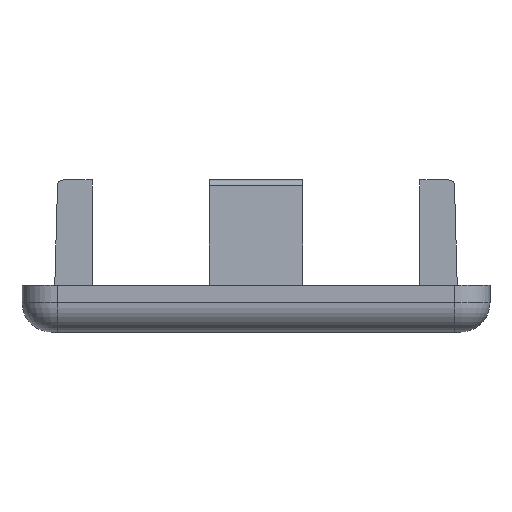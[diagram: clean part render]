
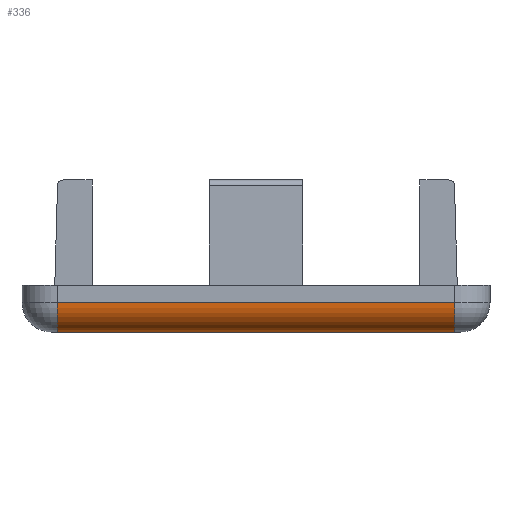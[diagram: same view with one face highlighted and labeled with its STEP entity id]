
A CAD part, left-side view. The second image highlights one B-rep face of the part: STEP entity #336.
In plain terms, the highlighted cylindrical face has radius 2.5 mm (diameter 5 mm), a partial arc.
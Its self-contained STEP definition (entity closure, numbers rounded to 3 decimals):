
#336=ADVANCED_FACE('NONE',(#714),#715,.T.);
#714=FACE_OUTER_BOUND('',#1114,.T.);
#715=CYLINDRICAL_SURFACE('',#1115,2.5);
#1114=EDGE_LOOP('',(#2106,#2107,#2108,#2109));
#1115=AXIS2_PLACEMENT_3D('',#2110,#2111,#2112);
#2106=ORIENTED_EDGE('',*,*,#2764,.F.);
#2107=ORIENTED_EDGE('',*,*,#2535,.F.);
#2108=ORIENTED_EDGE('',*,*,#2765,.F.);
#2109=ORIENTED_EDGE('',*,*,#2521,.F.);
#2110=CARTESIAN_POINT('',(-17.5,20.0,2.5));
#2111=DIRECTION('',(0.0,-1.0,0.0));
#2112=DIRECTION('',(-1.0,0.0,0.0));
#2521=EDGE_CURVE('NONE',#3081,#3083,#3084,.T.);
#2535=EDGE_CURVE('NONE',#3107,#3109,#3110,.T.);
#2764=EDGE_CURVE('NONE',#3109,#3081,#3426,.T.);
#2765=EDGE_CURVE('NONE',#3083,#3107,#3427,.T.);
#3081=VERTEX_POINT('NONE',#3841);
#3083=VERTEX_POINT('NONE',#3844);
#3084=LINE('',#3845,#3846);
#3107=VERTEX_POINT('NONE',#3877);
#3109=VERTEX_POINT('NONE',#3879);
#3110=LINE('',#3880,#3881);
#3426=CIRCLE('',#4322,2.5);
#3427=CIRCLE('',#4323,2.5);
#3841=CARTESIAN_POINT('',(-20.0,17.0,2.5));
#3844=CARTESIAN_POINT('',(-20.0,-17.0,2.5));
#3845=CARTESIAN_POINT('',(-20.0,-17.0,2.5));
#3846=VECTOR('',#4635,1000.0);
#3877=CARTESIAN_POINT('',(-17.5,-17.0,0.0));
#3879=CARTESIAN_POINT('',(-17.5,17.0,0.0));
#3880=CARTESIAN_POINT('',(-17.5,17.0,0.0));
#3881=VECTOR('',#4653,1000.0);
#4322=AXIS2_PLACEMENT_3D('',#4884,#4885,#4886);
#4323=AXIS2_PLACEMENT_3D('',#4887,#4888,#4889);
#4635=DIRECTION('',(0.,-1.0,0.0));
#4653=DIRECTION('',(0.,1.0,-0.0));
#4884=CARTESIAN_POINT('',(-17.5,17.0,2.5));
#4885=DIRECTION('',(0.0,1.0,0.0));
#4886=DIRECTION('',(0.0,0.0,1.0));
#4887=CARTESIAN_POINT('',(-17.5,-17.0,2.5));
#4888=DIRECTION('',(0.0,-1.0,0.0));
#4889=DIRECTION('',(0.0,0.0,-1.0));
